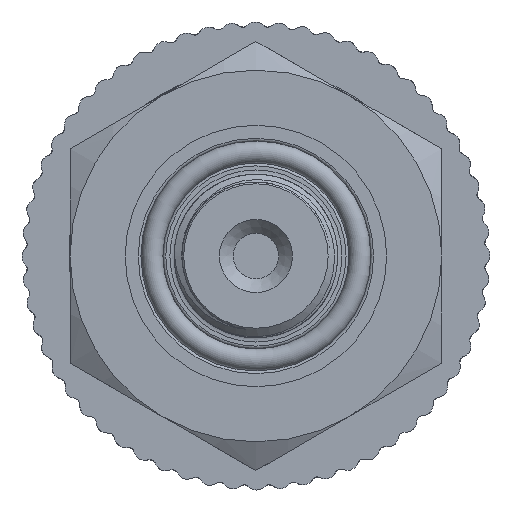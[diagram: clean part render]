
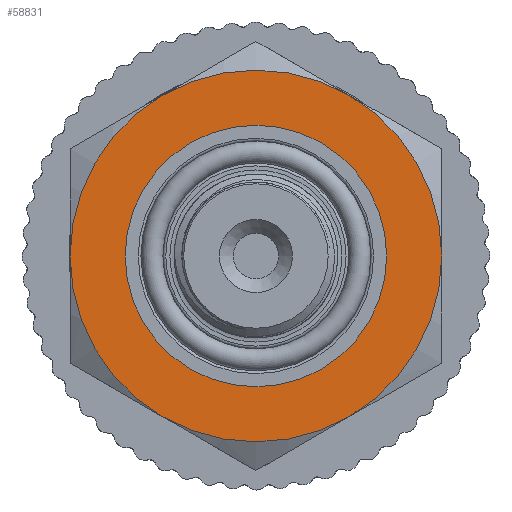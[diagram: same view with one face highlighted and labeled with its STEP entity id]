
A CAD part, left-side view. The second image highlights one B-rep face of the part: STEP entity #58831.
In plain terms, the highlighted face is planar.
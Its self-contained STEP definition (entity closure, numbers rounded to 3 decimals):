
#4469=FACE_BOUND('',#15370,.T.);
#7614=PLANE('',#66614);
#11427=FACE_OUTER_BOUND('',#15369,.T.);
#15369=EDGE_LOOP('',(#54673));
#15370=EDGE_LOOP('',(#54674));
#16100=CIRCLE('',#66577,13.5);
#16123=CIRCLE('',#66615,9.5);
#27995=VERTEX_POINT('',#132127);
#28013=VERTEX_POINT('',#132190);
#36871=EDGE_CURVE('',#27995,#27995,#16100,.T.);
#36901=EDGE_CURVE('',#28013,#28013,#16123,.T.);
#54673=ORIENTED_EDGE('',*,*,#36871,.T.);
#54674=ORIENTED_EDGE('',*,*,#36901,.F.);
#58831=ADVANCED_FACE('',(#11427,#4469),#7614,.T.);
#66577=AXIS2_PLACEMENT_3D('',#132128,#84413,#84414);
#66614=AXIS2_PLACEMENT_3D('',#132189,#84494,#84495);
#66615=AXIS2_PLACEMENT_3D('',#132191,#84496,#84497);
#84413=DIRECTION('center_axis',(1.,0.,0.));
#84414=DIRECTION('ref_axis',(0.,0.,-1.));
#84494=DIRECTION('center_axis',(1.,0.,0.));
#84495=DIRECTION('ref_axis',(0.,0.,-1.));
#84496=DIRECTION('center_axis',(1.,0.,0.));
#84497=DIRECTION('ref_axis',(0.,0.,-1.));
#132127=CARTESIAN_POINT('',(-14.,-13.5,0.));
#132128=CARTESIAN_POINT('Origin',(-14.,0.,0.));
#132189=CARTESIAN_POINT('Origin',(-14.,9.5,0.));
#132190=CARTESIAN_POINT('',(-14.,-9.5,0.));
#132191=CARTESIAN_POINT('Origin',(-14.,0.,0.));
